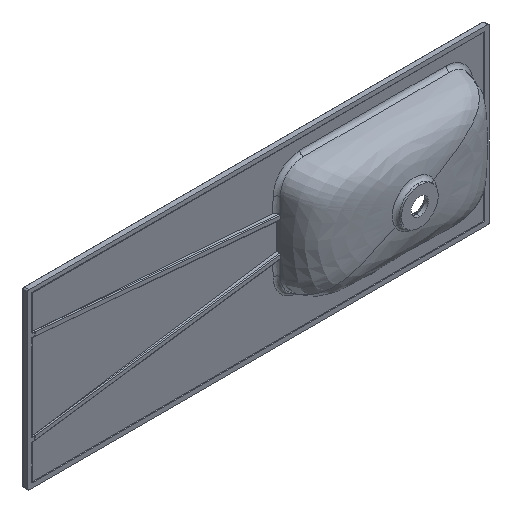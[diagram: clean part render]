
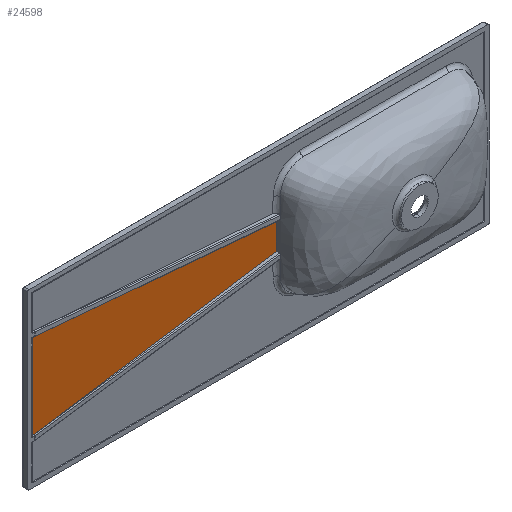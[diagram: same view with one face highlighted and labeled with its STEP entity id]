
A CAD part, isometric view. The second image highlights one B-rep face of the part: STEP entity #24598.
In plain terms, the highlighted planar face has unit normal (0, -1, 0).
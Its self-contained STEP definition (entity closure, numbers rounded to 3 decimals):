
#128 = ORIENTED_EDGE ( 'NONE', *, *, #24036, .T. ) ;
#439 = CARTESIAN_POINT ( 'NONE',  ( -887.432, -12., -225. ) ) ;
#2902 = DIRECTION ( 'NONE',  ( 0., 0., -1. ) ) ;
#2940 = CARTESIAN_POINT ( 'NONE',  ( -250.813, -12., 37.551 ) ) ;
#7410 = LINE ( 'NONE', #439, #25840 ) ;
#8087 = ORIENTED_EDGE ( 'NONE', *, *, #25689, .F. ) ;
#8295 = CARTESIAN_POINT ( 'NONE',  ( -896.146, -12., 112.089 ) ) ;
#8566 = CARTESIAN_POINT ( 'NONE',  ( -887.432, -12., -110.177 ) ) ;
#10135 = VERTEX_POINT ( 'NONE', #23991 ) ;
#10247 = VERTEX_POINT ( 'NONE', #19329 ) ;
#10348 = DIRECTION ( 'NONE',  ( 0.997, 0., -0.077 ) ) ;
#10384 = EDGE_CURVE ( 'NONE', #10135, #13158, #28233, .T. ) ;
#10759 = DIRECTION ( 'NONE',  ( -0.988, 0., -0.153 ) ) ;
#11957 = CARTESIAN_POINT ( 'NONE',  ( -250.726, -12., 62.216 ) ) ;
#12264 = CARTESIAN_POINT ( 'NONE',  ( -250.784, -12., 0.553 ) ) ;
#12338 = EDGE_CURVE ( 'NONE', #13158, #10247, #7410, .T. ) ;
#12372 = DIRECTION ( 'NONE',  ( 0., -1., 0. ) ) ;
#13158 = VERTEX_POINT ( 'NONE', #8566 ) ;
#13893 = VECTOR ( 'NONE', #10348, 1000. ) ;
#14262 = FACE_OUTER_BOUND ( 'NONE', #23942, .T. ) ;
#14446 = CARTESIAN_POINT ( 'NONE',  ( -250.726, -12., 62.216 ) ) ;
#15409 = ORIENTED_EDGE ( 'NONE', *, *, #12338, .F. ) ;
#16294 = PLANE ( 'NONE',  #21335 ) ;
#16449 = B_SPLINE_CURVE_WITH_KNOTS ( 'NONE', 3,
 ( #22881, #12264, #27713, #2940, #20988, #14446 ),
 .UNSPECIFIED., .F., .F.,
 ( 4, 2, 4 ),
 ( 0.112, 0.148, 0.185 ),
 .UNSPECIFIED. ) ;
#17152 = CARTESIAN_POINT ( 'NONE',  ( -250.138, -12., -11.688 ) ) ;
#17565 = VECTOR ( 'NONE', #10759, 1000. ) ;
#19329 = CARTESIAN_POINT ( 'NONE',  ( -887.432, -12., 111.416 ) ) ;
#20988 = CARTESIAN_POINT ( 'NONE',  ( -250.782, -12., 49.884 ) ) ;
#21335 = AXIS2_PLACEMENT_3D ( 'NONE', #27380, #12372, #2902 ) ;
#22104 = VERTEX_POINT ( 'NONE', #11957 ) ;
#22765 = ORIENTED_EDGE ( 'NONE', *, *, #10384, .F. ) ;
#22881 = CARTESIAN_POINT ( 'NONE',  ( -250.728, -12., -11.779 ) ) ;
#23942 = EDGE_LOOP ( 'NONE', ( #15409, #22765, #128, #8087 ) ) ;
#23991 = CARTESIAN_POINT ( 'NONE',  ( -250.728, -12., -11.779 ) ) ;
#24005 = LINE ( 'NONE', #8295, #13893 ) ;
#24036 = EDGE_CURVE ( 'NONE', #10135, #22104, #16449, .T. ) ;
#24598 = ADVANCED_FACE ( 'NONE', ( #14262 ), #16294, .T. ) ;
#25689 = EDGE_CURVE ( 'NONE', #10247, #22104, #24005, .T. ) ;
#25840 = VECTOR ( 'NONE', #27218, 1000. ) ;
#27218 = DIRECTION ( 'NONE',  ( 0., 0., 1. ) ) ;
#27380 = CARTESIAN_POINT ( 'NONE',  ( 0., -12., 0. ) ) ;
#27713 = CARTESIAN_POINT ( 'NONE',  ( -250.813, -12., 12.886 ) ) ;
#28233 = LINE ( 'NONE', #17152, #17565 ) ;
